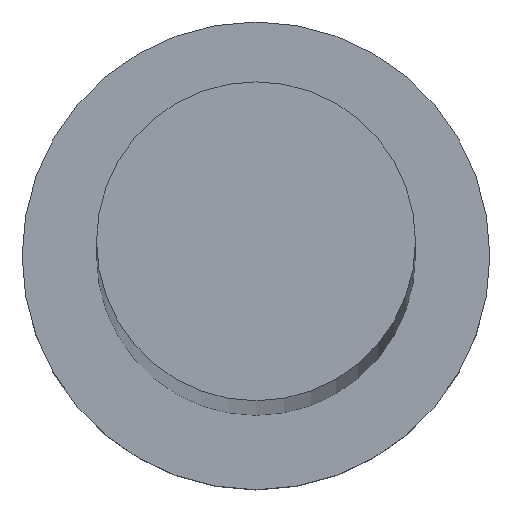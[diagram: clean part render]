
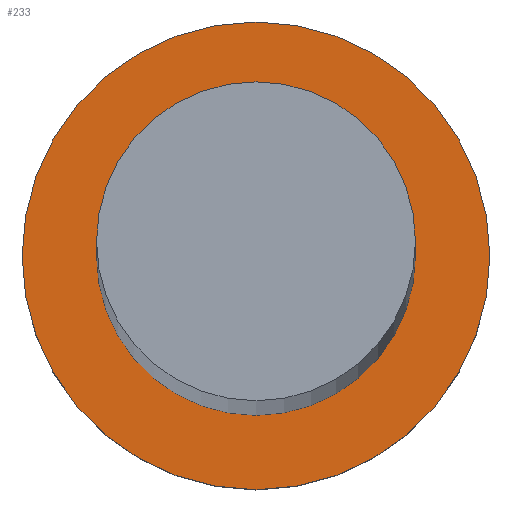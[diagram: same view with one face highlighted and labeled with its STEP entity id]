
A CAD part, top view. The second image highlights one B-rep face of the part: STEP entity #233.
In plain terms, the highlighted planar face has unit normal (0, 0, 1).
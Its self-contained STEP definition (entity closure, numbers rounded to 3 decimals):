
#2 = AXIS2_PLACEMENT_3D ( 'NONE', #6, #220, #18 ) ;
#4 = AXIS2_PLACEMENT_3D ( 'NONE', #48, #205, #123 ) ;
#6 = CARTESIAN_POINT ( 'NONE',  ( 0., 0., 7. ) ) ;
#9 = CARTESIAN_POINT ( 'NONE',  ( 0., 0., 7. ) ) ;
#10 = VERTEX_POINT ( 'NONE', #139 ) ;
#16 = ORIENTED_EDGE ( 'NONE', *, *, #57, .T. ) ;
#18 = DIRECTION ( 'NONE',  ( 1., 0., 0. ) ) ;
#24 = DIRECTION ( 'NONE',  ( 0., 0., 1. ) ) ;
#36 = AXIS2_PLACEMENT_3D ( 'NONE', #61, #24, #120 ) ;
#48 = CARTESIAN_POINT ( 'NONE',  ( 0., 0., 7. ) ) ;
#49 = AXIS2_PLACEMENT_3D ( 'NONE', #255, #171, #100 ) ;
#53 = EDGE_CURVE ( 'NONE', #70, #10, #232, .T. ) ;
#56 = PLANE ( 'NONE',  #49 ) ;
#57 = EDGE_CURVE ( 'NONE', #137, #59, #110, .T. ) ;
#59 = VERTEX_POINT ( 'NONE', #67 ) ;
#61 = CARTESIAN_POINT ( 'NONE',  ( 0., 0., 7. ) ) ;
#66 = DIRECTION ( 'NONE',  ( 0., 0., 1. ) ) ;
#67 = CARTESIAN_POINT ( 'NONE',  ( 11., 0., 7. ) ) ;
#69 = ORIENTED_EDGE ( 'NONE', *, *, #53, .F. ) ;
#70 = VERTEX_POINT ( 'NONE', #102 ) ;
#73 = CIRCLE ( 'NONE', #36, 11. ) ;
#93 = CIRCLE ( 'NONE', #111, 7.5 ) ;
#94 = ORIENTED_EDGE ( 'NONE', *, *, #227, .F. ) ;
#98 = FACE_OUTER_BOUND ( 'NONE', #172, .T. ) ;
#100 = DIRECTION ( 'NONE',  ( 1., 0., 0. ) ) ;
#102 = CARTESIAN_POINT ( 'NONE',  ( -7.5, 0., 7. ) ) ;
#110 = CIRCLE ( 'NONE', #2, 11. ) ;
#111 = AXIS2_PLACEMENT_3D ( 'NONE', #9, #66, #174 ) ;
#115 = FACE_BOUND ( 'NONE', #129, .T. ) ;
#120 = DIRECTION ( 'NONE',  ( 1., 0., 0. ) ) ;
#123 = DIRECTION ( 'NONE',  ( 1., 0., 0. ) ) ;
#129 = EDGE_LOOP ( 'NONE', ( #69, #94 ) ) ;
#137 = VERTEX_POINT ( 'NONE', #228 ) ;
#139 = CARTESIAN_POINT ( 'NONE',  ( 7.5, 0., 7. ) ) ;
#143 = EDGE_CURVE ( 'NONE', #59, #137, #73, .T. ) ;
#171 = DIRECTION ( 'NONE',  ( 0., 0., 1. ) ) ;
#172 = EDGE_LOOP ( 'NONE', ( #16, #231 ) ) ;
#174 = DIRECTION ( 'NONE',  ( 1., 0., 0. ) ) ;
#205 = DIRECTION ( 'NONE',  ( 0., 0., 1. ) ) ;
#220 = DIRECTION ( 'NONE',  ( 0., 0., 1. ) ) ;
#227 = EDGE_CURVE ( 'NONE', #10, #70, #93, .T. ) ;
#228 = CARTESIAN_POINT ( 'NONE',  ( -11., 0., 7. ) ) ;
#231 = ORIENTED_EDGE ( 'NONE', *, *, #143, .T. ) ;
#232 = CIRCLE ( 'NONE', #4, 7.5 ) ;
#233 = ADVANCED_FACE ( 'NONE', ( #115, #98 ), #56, .T. ) ;
#255 = CARTESIAN_POINT ( 'NONE',  ( 0., 0., 7. ) ) ;
